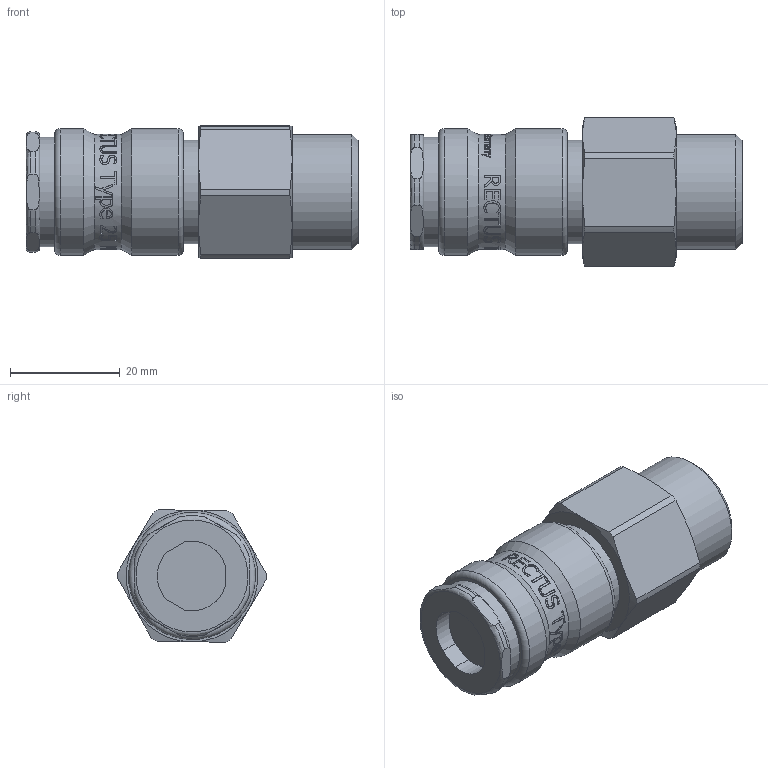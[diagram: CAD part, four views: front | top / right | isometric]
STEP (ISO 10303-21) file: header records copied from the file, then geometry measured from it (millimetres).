
FILE_DESCRIPTION((''),'2;1');
FILE_NAME('25kaaw21bpx3.stp','2016-04-27T09:00:24',('IA176480'),(''),'Autodesk Inventor 2013','Autodesk Inventor 2013','');
FILE_SCHEMA(('AUTOMOTIVE_DESIGN { 1 0 10303 214 1 1 1 1 }'));
Length unit declared in the file: millimetre
Products named in the file (1): D115082
Bounding box: 60.5 x 27.05 x 24.11 mm (x, y, z)
Volume: 23025.9 mm3; surface area: 8628.1 mm2
Topology: 2 solids, 2 shells, 555 faces, 1491 edges, 987 vertices
Faces by surface type: bspline 248, plane 218, cylinder 66, cone 18, torus 5
Full cylindrical faces by diameter (mm): 16.626 x1, 17.25 x1, 18.95 x1, 19.35 x1, 20 x1, 20.05 x1, 20.955 x1, 21 x1, 23.15 x2
Entity records: 80673 total; most frequent: CARTESIAN_POINT 68296, ORIENTED_EDGE 2934, DIRECTION 1530, EDGE_CURVE 1467, VERTEX_POINT 984, B_SPLINE_CURVE_WITH_KNOTS 691, EDGE_LOOP 625, VECTOR 578
